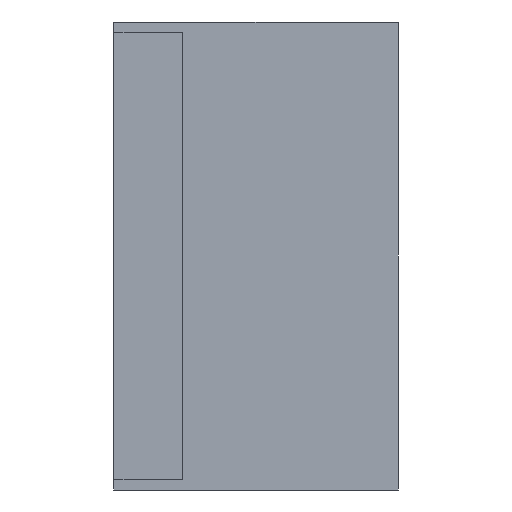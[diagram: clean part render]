
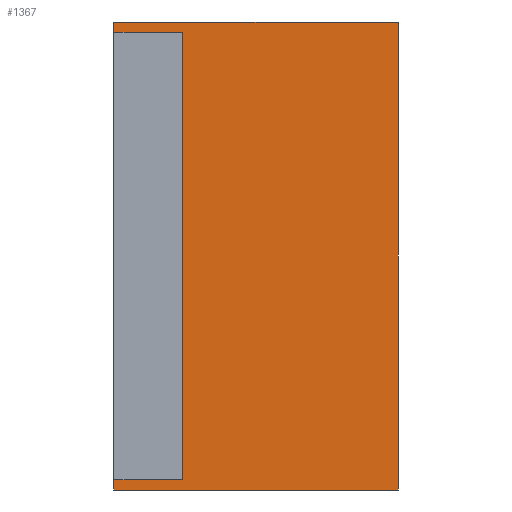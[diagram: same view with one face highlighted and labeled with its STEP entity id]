
A CAD part, front view. The second image highlights one B-rep face of the part: STEP entity #1367.
In plain terms, the highlighted planar face has unit normal (0, -1, 0).
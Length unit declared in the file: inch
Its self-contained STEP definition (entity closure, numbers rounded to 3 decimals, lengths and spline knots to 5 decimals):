
#69=FACE_OUTER_BOUND('',#138,.T.);
#138=EDGE_LOOP('',(#1109,#1110,#1111,#1112,#1113,#1114,#1115,#1116));
#269=LINE('',#2030,#461);
#285=LINE('',#2062,#477);
#298=LINE('',#2088,#490);
#300=LINE('',#2091,#492);
#301=LINE('',#2093,#493);
#302=LINE('',#2095,#494);
#303=LINE('',#2097,#495);
#304=LINE('',#2098,#496);
#461=VECTOR('',#1661,0.3937);
#477=VECTOR('',#1687,0.3937);
#490=VECTOR('',#1708,0.3937);
#492=VECTOR('',#1712,0.3937);
#493=VECTOR('',#1713,0.3937);
#494=VECTOR('',#1714,0.3937);
#495=VECTOR('',#1715,0.3937);
#496=VECTOR('',#1716,0.3937);
#620=VERTEX_POINT('',#2027);
#621=VERTEX_POINT('',#2029);
#631=VERTEX_POINT('',#2059);
#632=VERTEX_POINT('',#2061);
#641=VERTEX_POINT('',#2087);
#642=VERTEX_POINT('',#2092);
#643=VERTEX_POINT('',#2094);
#644=VERTEX_POINT('',#2096);
#782=EDGE_CURVE('',#621,#620,#269,.T.);
#798=EDGE_CURVE('',#632,#631,#285,.T.);
#811=EDGE_CURVE('',#641,#632,#298,.T.);
#813=EDGE_CURVE('',#631,#621,#300,.T.);
#814=EDGE_CURVE('',#620,#642,#301,.T.);
#815=EDGE_CURVE('',#642,#643,#302,.T.);
#816=EDGE_CURVE('',#643,#644,#303,.T.);
#817=EDGE_CURVE('',#644,#641,#304,.T.);
#1109=ORIENTED_EDGE('',*,*,#798,.T.);
#1110=ORIENTED_EDGE('',*,*,#813,.T.);
#1111=ORIENTED_EDGE('',*,*,#782,.T.);
#1112=ORIENTED_EDGE('',*,*,#814,.T.);
#1113=ORIENTED_EDGE('',*,*,#815,.T.);
#1114=ORIENTED_EDGE('',*,*,#816,.T.);
#1115=ORIENTED_EDGE('',*,*,#817,.T.);
#1116=ORIENTED_EDGE('',*,*,#811,.T.);
#1298=PLANE('',#1452);
#1367=ADVANCED_FACE('',(#69),#1298,.F.);
#1452=AXIS2_PLACEMENT_3D('',#2090,#1710,#1711);
#1661=DIRECTION('',(-1.,0.,0.));
#1687=DIRECTION('',(1.,0.,0.));
#1708=DIRECTION('',(0.,0.,-1.));
#1710=DIRECTION('center_axis',(0.,1.,0.));
#1711=DIRECTION('ref_axis',(1.,0.,0.));
#1712=DIRECTION('',(0.,0.,-1.));
#1713=DIRECTION('',(0.,0.,-1.));
#1714=DIRECTION('',(1.,0.,0.));
#1715=DIRECTION('',(0.,0.,1.));
#1716=DIRECTION('',(-1.,0.,0.));
#2027=CARTESIAN_POINT('',(0.,0.,-3.35));
#2029=CARTESIAN_POINT('',(1.025,0.,-3.35));
#2030=CARTESIAN_POINT('',(2.125,0.,-3.35));
#2059=CARTESIAN_POINT('',(1.025,0.,3.35));
#2061=CARTESIAN_POINT('',(0.,0.,3.35));
#2062=CARTESIAN_POINT('',(1.06141,0.,3.35));
#2087=CARTESIAN_POINT('',(0.,0.,3.5));
#2088=CARTESIAN_POINT('',(0.,0.,3.5));
#2090=CARTESIAN_POINT('Origin',(2.125,0.,0.));
#2091=CARTESIAN_POINT('',(1.025,0.,1.62507));
#2092=CARTESIAN_POINT('',(0.,0.,-3.5));
#2093=CARTESIAN_POINT('',(0.,0.,3.5));
#2094=CARTESIAN_POINT('',(4.25,0.,-3.5));
#2095=CARTESIAN_POINT('',(0.,0.,-3.5));
#2096=CARTESIAN_POINT('',(4.25,0.,3.5));
#2097=CARTESIAN_POINT('',(4.25,0.,-3.5));
#2098=CARTESIAN_POINT('',(4.25,0.,3.5));
